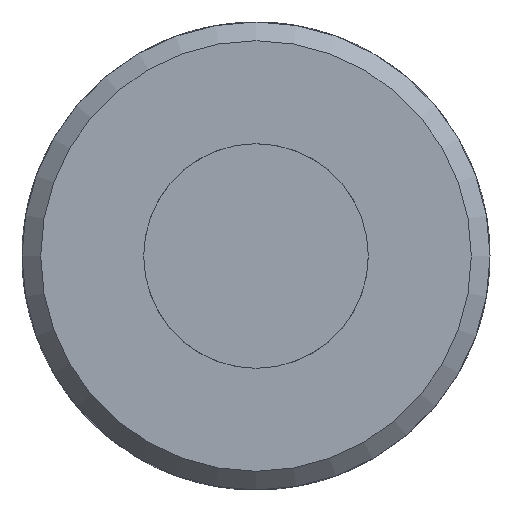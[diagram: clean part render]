
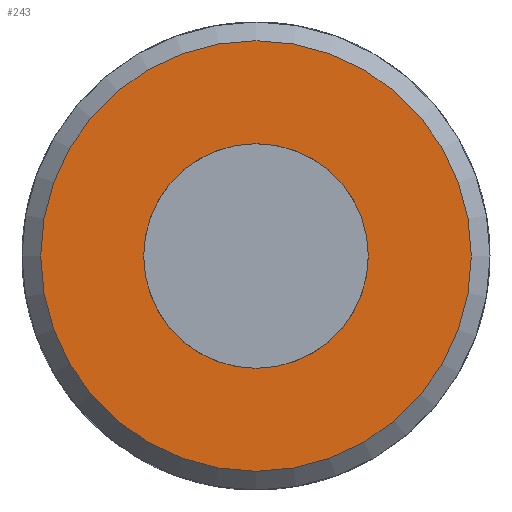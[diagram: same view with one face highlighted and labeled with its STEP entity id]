
A CAD part, left-side view. The second image highlights one B-rep face of the part: STEP entity #243.
In plain terms, the highlighted planar face has unit normal (-1, 0, 0).
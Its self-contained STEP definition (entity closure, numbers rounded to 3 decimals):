
#243 = ADVANCED_FACE( '', ( #501, #502 ), #503, .T. );
#501 = FACE_BOUND( '', #789, .T. );
#502 = FACE_OUTER_BOUND( '', #790, .T. );
#503 = PLANE( '', #791 );
#789 = EDGE_LOOP( '', ( #1244 ) );
#790 = EDGE_LOOP( '', ( #1245 ) );
#791 = AXIS2_PLACEMENT_3D( '', #1246, #1247, #1248 );
#1244 = ORIENTED_EDGE( '', *, *, #1648, .T. );
#1245 = ORIENTED_EDGE( '', *, *, #1639, .F. );
#1246 = CARTESIAN_POINT( '', ( 0., 11.5, 0. ) );
#1247 = DIRECTION( '', ( -1., 0., 0. ) );
#1248 = DIRECTION( '', ( 0., 0., 1. ) );
#1639 = EDGE_CURVE( '', #1939, #1939, #1940, .T. );
#1648 = EDGE_CURVE( '', #1950, #1950, #1951, .T. );
#1939 = VERTEX_POINT( '', #2983 );
#1940 = CIRCLE( '', #2984, 11.5 );
#1950 = VERTEX_POINT( '', #2996 );
#1951 = CIRCLE( '', #2997, 6. );
#2983 = CARTESIAN_POINT( '', ( 0., 0., -11.5 ) );
#2984 = AXIS2_PLACEMENT_3D( '', #3311, #3312, #3313 );
#2996 = CARTESIAN_POINT( '', ( 0., 0., -6. ) );
#2997 = AXIS2_PLACEMENT_3D( '', #3319, #3320, #3321 );
#3311 = CARTESIAN_POINT( '', ( 0., 0., 0. ) );
#3312 = DIRECTION( '', ( 1., 0., 0. ) );
#3313 = DIRECTION( '', ( 0., 0., -1. ) );
#3319 = CARTESIAN_POINT( '', ( 0., 0., 0. ) );
#3320 = DIRECTION( '', ( 1., 0., 0. ) );
#3321 = DIRECTION( '', ( 0., 0., -1. ) );
